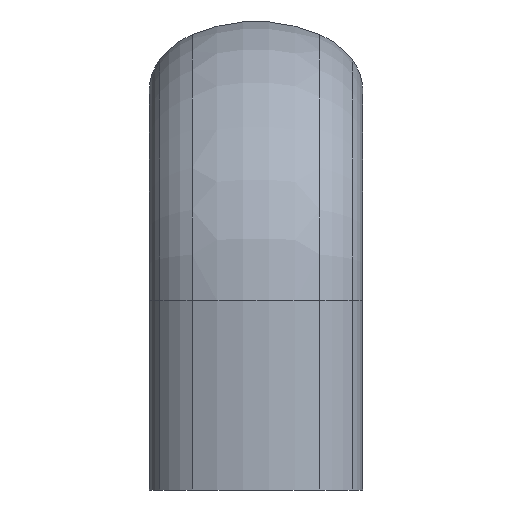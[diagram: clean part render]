
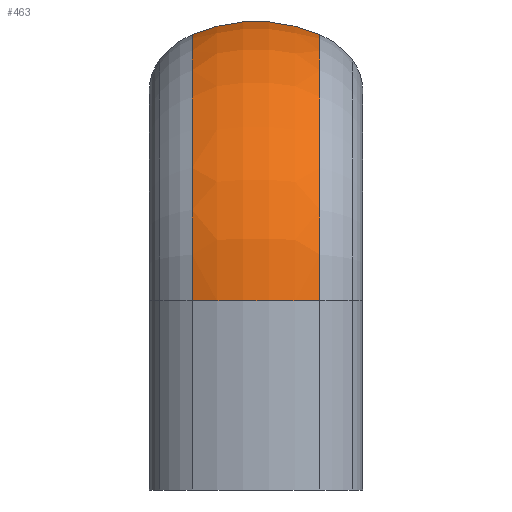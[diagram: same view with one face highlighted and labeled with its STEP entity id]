
A CAD part, left-side view. The second image highlights one B-rep face of the part: STEP entity #463.
In plain terms, the highlighted toroidal (fillet/blend) face has major radius 14.328 mm and minor radius 19.672 mm.
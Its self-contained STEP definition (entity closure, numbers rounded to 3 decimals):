
#463=ADVANCED_FACE('',(#1062),#1063,.T.);
#513=VERTEX_POINT('',#1118);
#527=EDGE_CURVE('',#579,#533,#1133,.T.);
#529=EDGE_CURVE('',#533,#513,#1135,.T.);
#533=VERTEX_POINT('',#1139);
#561=EDGE_CURVE('',#579,#759,#1171,.T.);
#579=VERTEX_POINT('',#1191);
#759=VERTEX_POINT('',#1392);
#773=EDGE_CURVE('',#759,#513,#1408,.T.);
#1062=FACE_OUTER_BOUND('',#1756,.T.);
#1063=TOROIDAL_SURFACE('',#1757,14.328,19.672);
#1118=CARTESIAN_POINT('',(25.5,7.782,55.395));
#1133=CIRCLE('',#1852,19.672);
#1135=CIRCLE('',#1855,32.395);
#1139=CARTESIAN_POINT('',(-6.895,7.782,23.0));
#1171=CIRCLE('',#1904,32.395);
#1191=CARTESIAN_POINT('',(-6.895,-7.782,23.0));
#1392=CARTESIAN_POINT('',(25.5,-7.782,55.395));
#1408=CIRCLE('',#2205,19.672);
#1756=EDGE_LOOP('',(#2585,#2586,#2587,#2588));
#1757=AXIS2_PLACEMENT_3D('',#2589,#2590,#2591);
#1852=AXIS2_PLACEMENT_3D('',#2674,#2675,#2676);
#1855=AXIS2_PLACEMENT_3D('',#2677,#2678,#2679);
#1904=AXIS2_PLACEMENT_3D('',#2733,#2734,#2735);
#2205=AXIS2_PLACEMENT_3D('',#3023,#3024,#3025);
#2585=ORIENTED_EDGE('',*,*,#773,.T.);
#2586=ORIENTED_EDGE('',*,*,#529,.F.);
#2587=ORIENTED_EDGE('',*,*,#527,.F.);
#2588=ORIENTED_EDGE('',*,*,#561,.T.);
#2589=CARTESIAN_POINT('',(25.5,0.,23.0));
#2590=DIRECTION('',(0.0,1.0,0.0));
#2591=DIRECTION('',(0.0,0.0,-1.0));
#2674=CARTESIAN_POINT('',(11.172,0.,23.0));
#2675=DIRECTION('',(0.0,0.0,-1.0));
#2676=DIRECTION('',(-0.918,0.396,0.0));
#2677=CARTESIAN_POINT('',(25.5,7.782,23.0));
#2678=DIRECTION('',(0.0,1.0,0.0));
#2679=DIRECTION('',(-1.0,0.0,0.0));
#2733=CARTESIAN_POINT('',(25.5,-7.782,23.0));
#2734=DIRECTION('',(0.0,1.0,0.0));
#2735=DIRECTION('',(-1.0,0.0,0.0));
#3023=CARTESIAN_POINT('',(25.5,0.,37.328));
#3024=DIRECTION('',(-1.0,0.,0.));
#3025=DIRECTION('',(0.,0.396,0.918));
